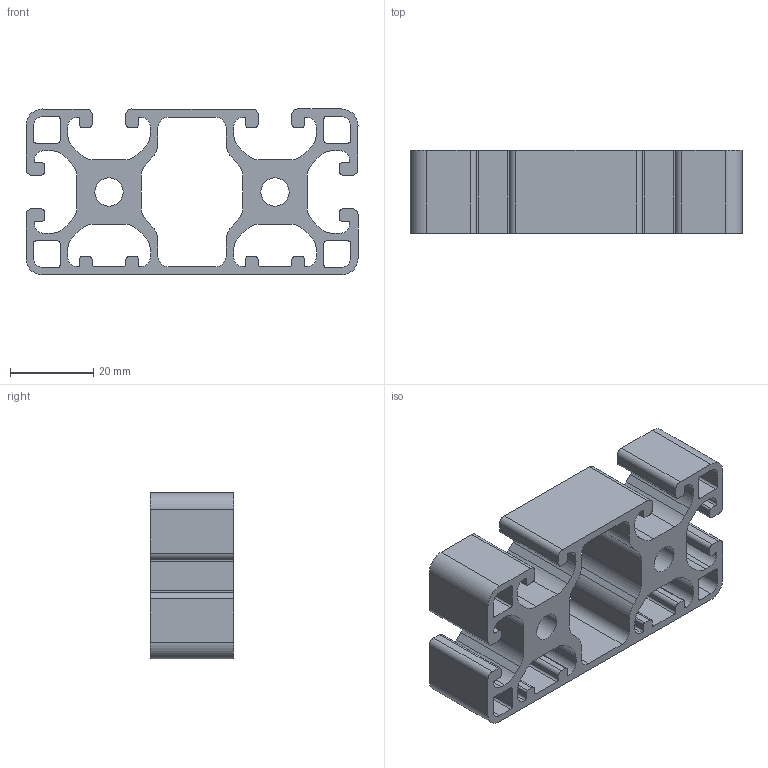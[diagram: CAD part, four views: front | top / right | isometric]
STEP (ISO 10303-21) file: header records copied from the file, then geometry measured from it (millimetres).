
FILE_DESCRIPTION(('FreeCAD Model'),'2;1');
FILE_NAME('Open CASCADE Shape Model','2024-03-13T11:05:57',(''),(''), 'Open CASCADE STEP processor 7.6','FreeCAD','Unknown');
FILE_SCHEMA(('AUTOMOTIVE_DESIGN { 1 0 10303 214 1 1 1 1 }'));
Length unit declared in the file: millimetre
Products named in the file (1): STI8-80402R
Bounding box: 80 x 20 x 40 mm (x, y, z)
Volume: 23578.3 mm3; surface area: 18107.8 mm2
Topology: 1 solids, 1 shells, 236 faces, 702 edges, 468 vertices
Faces by surface type: cylinder 120, plane 116
Entity records: 17618 total; most frequent: CARTESIAN_POINT 3627, DIRECTION 2696, LINE 1622, VECTOR 1622, ORIENTED_EDGE 1404, PCURVE 1404, DEFINITIONAL_REPRESENTATION 1404, EDGE_CURVE 702
